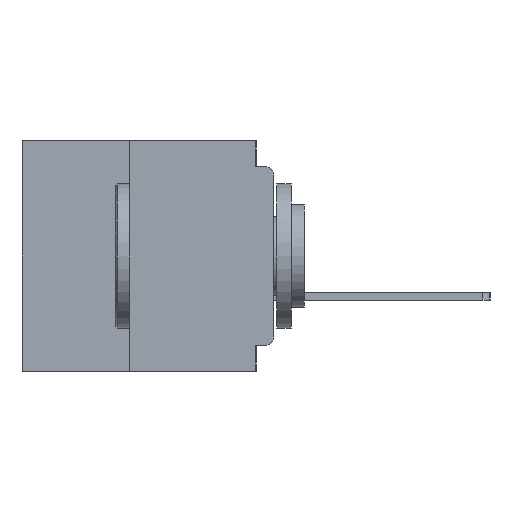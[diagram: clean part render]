
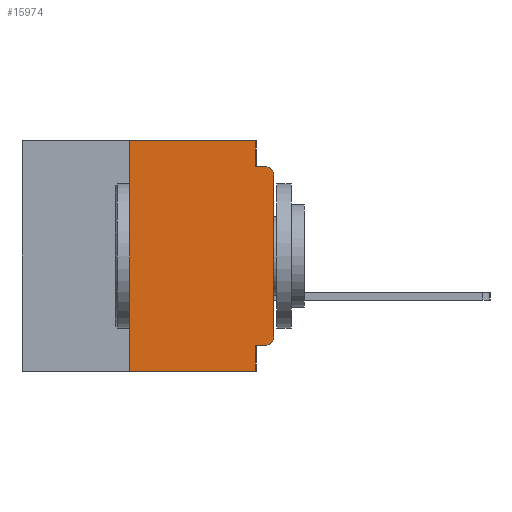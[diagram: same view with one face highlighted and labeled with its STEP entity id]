
A CAD part, left-side view. The second image highlights one B-rep face of the part: STEP entity #15974.
In plain terms, the highlighted planar face has unit normal (-1, 0, 0).
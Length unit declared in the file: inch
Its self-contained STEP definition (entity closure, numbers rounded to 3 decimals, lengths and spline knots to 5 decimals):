
#154 = ORIENTED_EDGE ( 'NONE', *, *, #4228, .F. ) ;
#359 = DIRECTION ( 'NONE',  ( 0., 0., 1. ) ) ;
#1508 = DIRECTION ( 'NONE',  ( -1., 0., 0. ) ) ;
#2161 = ORIENTED_EDGE ( 'NONE', *, *, #45157, .F. ) ;
#2182 = DIRECTION ( 'NONE',  ( 0., -1., 0. ) ) ;
#2725 = LINE ( 'NONE', #29939, #13922 ) ;
#2932 = DIRECTION ( 'NONE',  ( 0., 0., -1. ) ) ;
#3273 = VERTEX_POINT ( 'NONE', #42074 ) ;
#3814 = VECTOR ( 'NONE', #2182, 39.37008 ) ;
#3899 = VERTEX_POINT ( 'NONE', #27588 ) ;
#4228 = EDGE_CURVE ( 'NONE', #25002, #8017, #2725, .T. ) ;
#5099 = VECTOR ( 'NONE', #54743, 39.37008 ) ;
#5671 = DIRECTION ( 'NONE',  ( 0., 0., -1. ) ) ;
#6144 = ORIENTED_EDGE ( 'NONE', *, *, #10228, .T. ) ;
#6681 = LINE ( 'NONE', #22803, #27839 ) ;
#7023 = CARTESIAN_POINT ( 'NONE',  ( 0., 0., -0.34 ) ) ;
#8017 = VERTEX_POINT ( 'NONE', #35094 ) ;
#8589 = CARTESIAN_POINT ( 'NONE',  ( 0., 0.015, -0.34 ) ) ;
#8754 = LINE ( 'NONE', #18682, #39901 ) ;
#9862 = CARTESIAN_POINT ( 'NONE',  ( 0., 0.031, -0.355 ) ) ;
#10228 = EDGE_CURVE ( 'NONE', #47620, #27768, #21619, .T. ) ;
#10238 = CARTESIAN_POINT ( 'NONE',  ( 0., 0.437, -0.4 ) ) ;
#10855 = AXIS2_PLACEMENT_3D ( 'NONE', #8589, #38195, #12819 ) ;
#11941 = LINE ( 'NONE', #51811, #30493 ) ;
#12282 = AXIS2_PLACEMENT_3D ( 'NONE', #23968, #28260, #2932 ) ;
#12819 = DIRECTION ( 'NONE',  ( 0., 0., -1. ) ) ;
#13922 = VECTOR ( 'NONE', #359, 39.37008 ) ;
#14099 = EDGE_CURVE ( 'NONE', #8017, #43438, #35385, .T. ) ;
#14129 = ORIENTED_EDGE ( 'NONE', *, *, #46210, .F. ) ;
#14633 = ORIENTED_EDGE ( 'NONE', *, *, #14099, .F. ) ;
#15974 = ADVANCED_FACE ( 'NONE', ( #34339 ), #49233, .F. ) ;
#17299 = ORIENTED_EDGE ( 'NONE', *, *, #30902, .T. ) ;
#17547 = VECTOR ( 'NONE', #52532, 39.37008 ) ;
#18682 = CARTESIAN_POINT ( 'NONE',  ( 0., 0.031, -0.4 ) ) ;
#21619 = CIRCLE ( 'NONE', #10855, 0.015 ) ;
#21933 = EDGE_LOOP ( 'NONE', ( #41612, #17299, #24022, #14129, #14633, #154, #27162, #2161, #29815, #6144 ) ) ;
#22741 = EDGE_CURVE ( 'NONE', #25002, #24915, #33709, .T. ) ;
#22803 = CARTESIAN_POINT ( 'NONE',  ( 0., 0., 0. ) ) ;
#22921 = DIRECTION ( 'NONE',  ( 0., 0., -1. ) ) ;
#23195 = CARTESIAN_POINT ( 'NONE',  ( 0., 0., -0.045 ) ) ;
#23968 = CARTESIAN_POINT ( 'NONE',  ( 0., 0.437, 0. ) ) ;
#24022 = ORIENTED_EDGE ( 'NONE', *, *, #38176, .F. ) ;
#24085 = VECTOR ( 'NONE', #38478, 39.37008 ) ;
#24915 = VERTEX_POINT ( 'NONE', #32988 ) ;
#25002 = VERTEX_POINT ( 'NONE', #25648 ) ;
#25648 = CARTESIAN_POINT ( 'NONE',  ( 0., 0.25, -0.4 ) ) ;
#26548 = VERTEX_POINT ( 'NONE', #33391 ) ;
#26616 = EDGE_CURVE ( 'NONE', #47620, #38662, #28921, .T. ) ;
#26813 = CARTESIAN_POINT ( 'NONE',  ( 0., 0.015, -0.06 ) ) ;
#27120 = DIRECTION ( 'NONE',  ( 0., 0., 1. ) ) ;
#27162 = ORIENTED_EDGE ( 'NONE', *, *, #22741, .T. ) ;
#27588 = CARTESIAN_POINT ( 'NONE',  ( 0., 0., -0.06 ) ) ;
#27768 = VERTEX_POINT ( 'NONE', #7023 ) ;
#27839 = VECTOR ( 'NONE', #27120, 39.37008 ) ;
#28260 = DIRECTION ( 'NONE',  ( 1., 0., 0. ) ) ;
#28921 = LINE ( 'NONE', #38001, #5099 ) ;
#29815 = ORIENTED_EDGE ( 'NONE', *, *, #26616, .F. ) ;
#29939 = CARTESIAN_POINT ( 'NONE',  ( 0., 0.25, -0.4 ) ) ;
#30493 = VECTOR ( 'NONE', #5671, 39.37008 ) ;
#30663 = CIRCLE ( 'NONE', #35171, 0.015 ) ;
#30902 = EDGE_CURVE ( 'NONE', #3899, #26548, #30663, .T. ) ;
#31076 = DIRECTION ( 'NONE',  ( 0., 0., -1. ) ) ;
#32988 = CARTESIAN_POINT ( 'NONE',  ( 0., 0.031, -0.4 ) ) ;
#33391 = CARTESIAN_POINT ( 'NONE',  ( 0., 0.015, -0.045 ) ) ;
#33709 = LINE ( 'NONE', #10238, #17547 ) ;
#34339 = FACE_OUTER_BOUND ( 'NONE', #21933, .T. ) ;
#35094 = CARTESIAN_POINT ( 'NONE',  ( 0., 0.25, 0. ) ) ;
#35171 = AXIS2_PLACEMENT_3D ( 'NONE', #26813, #1508, #31076 ) ;
#35385 = LINE ( 'NONE', #51168, #24085 ) ;
#38001 = CARTESIAN_POINT ( 'NONE',  ( 0., 0., -0.355 ) ) ;
#38176 = EDGE_CURVE ( 'NONE', #3273, #26548, #48723, .T. ) ;
#38195 = DIRECTION ( 'NONE',  ( -1., 0., 0. ) ) ;
#38478 = DIRECTION ( 'NONE',  ( 0., -1., 0. ) ) ;
#38662 = VERTEX_POINT ( 'NONE', #9862 ) ;
#39901 = VECTOR ( 'NONE', #22921, 39.37008 ) ;
#41612 = ORIENTED_EDGE ( 'NONE', *, *, #46233, .T. ) ;
#42074 = CARTESIAN_POINT ( 'NONE',  ( 0., 0.031, -0.045 ) ) ;
#43438 = VERTEX_POINT ( 'NONE', #52194 ) ;
#43616 = CARTESIAN_POINT ( 'NONE',  ( 0., 0.015, -0.355 ) ) ;
#45157 = EDGE_CURVE ( 'NONE', #38662, #24915, #8754, .T. ) ;
#46210 = EDGE_CURVE ( 'NONE', #43438, #3273, #11941, .T. ) ;
#46233 = EDGE_CURVE ( 'NONE', #27768, #3899, #6681, .T. ) ;
#47620 = VERTEX_POINT ( 'NONE', #43616 ) ;
#48723 = LINE ( 'NONE', #23195, #3814 ) ;
#49233 = PLANE ( 'NONE',  #12282 ) ;
#51168 = CARTESIAN_POINT ( 'NONE',  ( 0., 0.437, 0. ) ) ;
#51811 = CARTESIAN_POINT ( 'NONE',  ( 0., 0.031, 0. ) ) ;
#52194 = CARTESIAN_POINT ( 'NONE',  ( 0., 0.031, 0. ) ) ;
#52532 = DIRECTION ( 'NONE',  ( 0., -1., 0. ) ) ;
#54743 = DIRECTION ( 'NONE',  ( 0., 1., 0. ) ) ;
